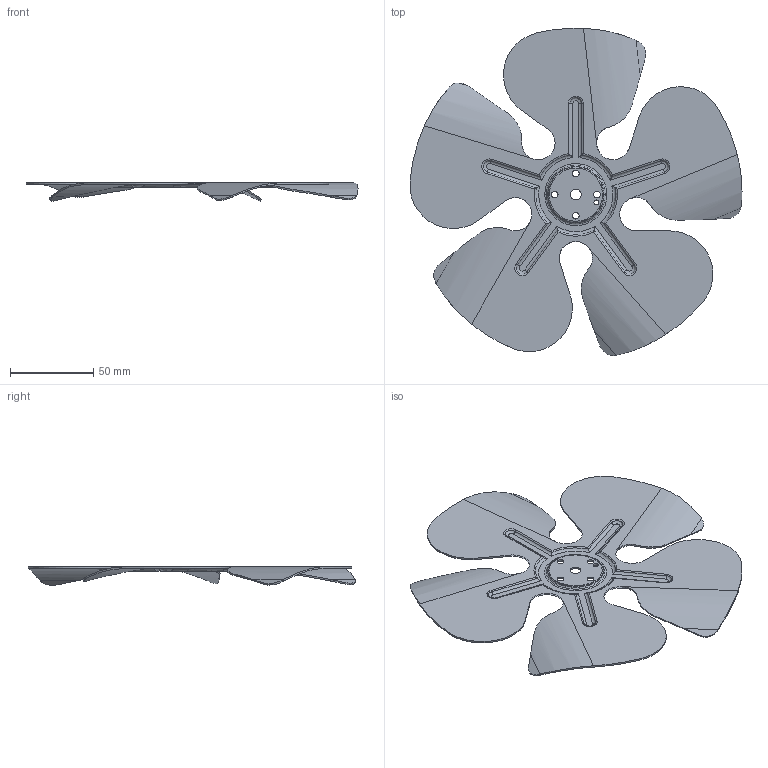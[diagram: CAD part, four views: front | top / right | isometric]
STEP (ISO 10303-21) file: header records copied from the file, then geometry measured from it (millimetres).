
FILE_DESCRIPTION((''),'2;1');
FILE_NAME('117-3814','2020-02-25T',('U333183'),('DANFOSS COMMERCIAL COMPRESSOR'),'CREO PARAMETRIC BY PTC INC, 2018070','CREO PARAMETRIC BY PTC INC, 2018070','');
FILE_SCHEMA(('CONFIG_CONTROL_DESIGN'));
Length unit declared in the file: millimetre
Products named in the file (1): 117-3814
Bounding box: 199.63 x 196.67 x 11.12 mm (x, y, z)
Surface area: 52948.2 mm2 (no closed solid volume)
Topology: 0 solids, 1 shells, 160 faces, 453 edges, 294 vertices
Faces by surface type: cylinder 70, torus 32, bspline 32, plane 26
Entity records: 6422 total; most frequent: CARTESIAN_POINT 2268, ORIENTED_EDGE 886, DIRECTION 851, EDGE_CURVE 453, AXIS2_PLACEMENT_3D 342, VERTEX_POINT 294, CIRCLE 214, EDGE_LOOP 176
